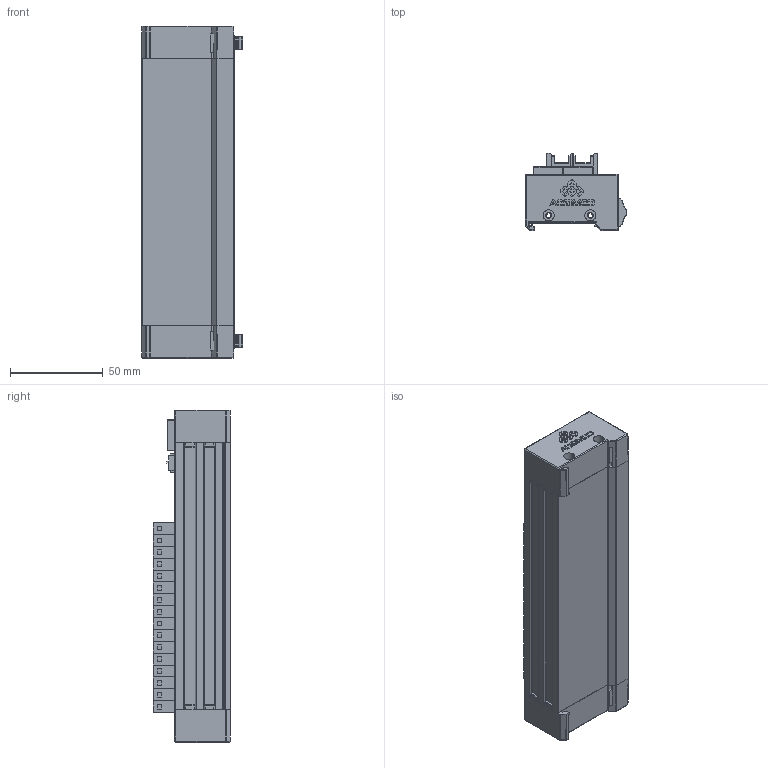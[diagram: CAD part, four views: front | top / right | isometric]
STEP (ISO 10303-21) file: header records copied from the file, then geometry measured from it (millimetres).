
FILE_DESCRIPTION (( 'STEP AP203' ), '1' );
FILE_NAME ('ETS_D32E_ASM.STEP', '2016-12-12T02:09:09', ( '1' ), ( '' ), 'SwSTEP 2.0', 'SolidWorks 2012', '' );
FILE_SCHEMA (( 'CONFIG_CONTROL_DESIGN' ));
Length unit declared in the file: millimetre
Products named in the file (19): c-1473565-03-b-3d; Rotary_pannel; Rotary_SW; SIDE-Left; MID-body; ETS_D32E_ASM; ETS_32_E_BD_asm; LED_G; DIP_SW_2; USL_31MVS2P; Rotary; ETS_D32; RJ45_1; ETS_BASE_DO32; KNOB_holder; MOV_LOCK; MOV_CAM; SIDE-Right
Assembly tree (69 placements, depth 4):
  ETS_D32E_ASM
    SIDE-Right
    MOV_CAM  x2
    MOV_LOCK  x2
    KNOB_holder  x2
    SIDE-Left
    MID-body
    ETS_32_E_BD_asm
      ETS_BASE_DO32
      RJ45_1  x2
      ETS_D32
      Rotary  x2
        Rotary_SW
        Rotary_pannel
      USL_31MVS2P  x2
      DIP_SW_2
      LED_G  x36
      c-1473565-03-b-3d  x8
        c-1473565-03-b-3d
Bounding box: 54.49 x 41.6 x 179 mm (x, y, z)
Volume: 97207.6 mm3; surface area: 136721.2 mm2
Topology: 88 solids, 88 shells, 9204 faces, 24488 edges, 15464 vertices
Faces by surface type: plane 6476, cylinder 2292, sphere 336, bspline 84, torus 16
Entity records: 55712 total; most frequent: CARTESIAN_POINT 10705, DIRECTION 8687, ORIENTED_EDGE 8654, EDGE_CURVE 4327, LINE 3055, VECTOR 3055, AXIS2_PLACEMENT_3D 2816, VERTEX_POINT 2778
